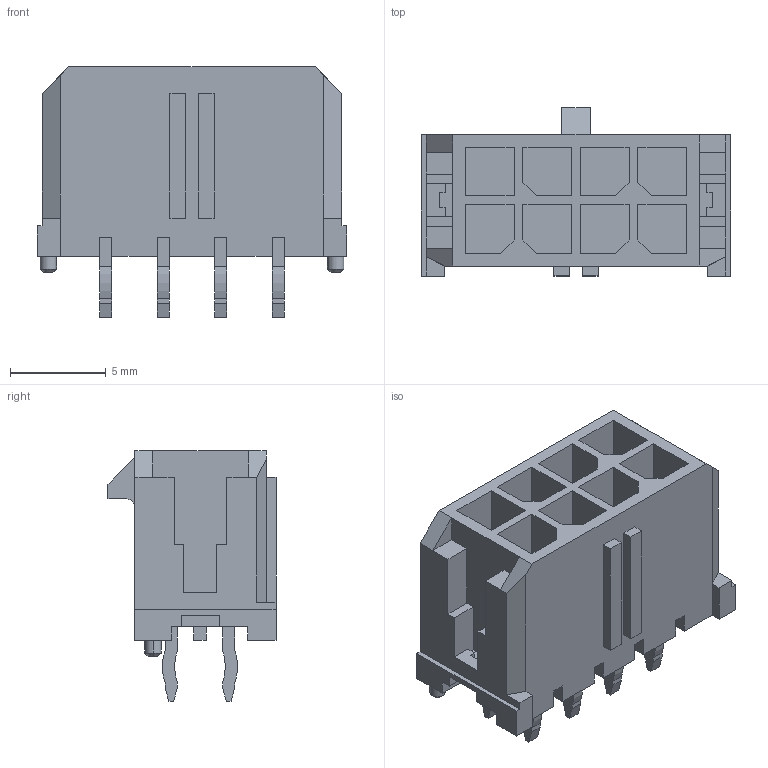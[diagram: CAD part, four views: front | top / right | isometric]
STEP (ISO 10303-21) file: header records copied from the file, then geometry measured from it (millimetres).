
FILE_DESCRIPTION((''),'2;1');
FILE_NAME('430450812','2013-10-24T',('me'),(''),'PRO/ENGINEER BY PARAMETRIC TECHNOLOGY CORPORATION, 2011490','PRO/ENGINEER BY PARAMETRIC TECHNOLOGY CORPORATION, 2011490','');
FILE_SCHEMA(('CONFIG_CONTROL_DESIGN'));
Length unit declared in the file: millimetre
Products named in the file (1): 430450812
Bounding box: 16.15 x 8.77 x 13.09 mm (x, y, z)
Volume: 638.9 mm3; surface area: 1369.6 mm2
Topology: 1 solids, 1 shells, 331 faces, 907 edges, 596 vertices
Faces by surface type: plane 306, cylinder 21, cone 4
Entity records: 10264 total; most frequent: CARTESIAN_POINT 1807, ORIENTED_EDGE 1766, DIRECTION 1637, EDGE_CURVE 883, VECTOR 841, LINE 841, VERTEX_POINT 568, AXIS2_PLACEMENT_3D 398
